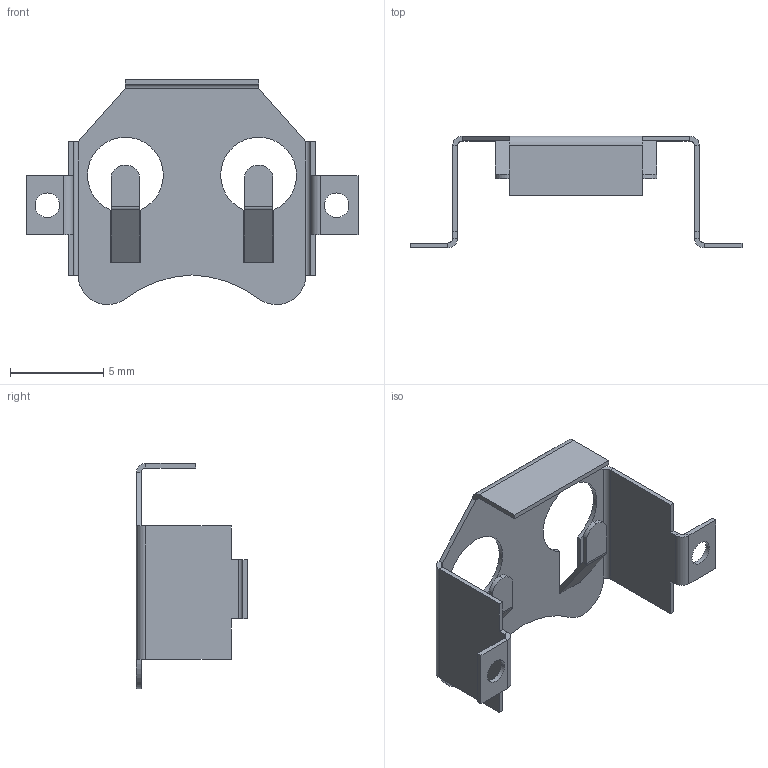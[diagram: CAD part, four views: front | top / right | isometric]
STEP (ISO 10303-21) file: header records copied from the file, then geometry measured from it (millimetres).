
FILE_DESCRIPTION (( 'STEP AP214' ), '1' );
FILE_NAME ('2996.STEP', '2011-09-02T17:55:23', ( 'Richard Maletta' ), ( '' ), 'SwSTEP 2.0', 'SolidWorks 2009', '' );
FILE_SCHEMA (( 'AUTOMOTIVE_DESIGN' ));
Length unit declared in the file: inch
Products named in the file (1): 2996
Bounding box: 17.78 x 5.97 x 12.06 mm (x, y, z)
Volume: 56 mm3; surface area: 480.1 mm2
Topology: 1 solids, 1 shells, 120 faces, 279 edges, 162 vertices
Faces by surface type: plane 90, cylinder 30
Entity records: 3363 total; most frequent: DIRECTION 581, CARTESIAN_POINT 562, ORIENTED_EDGE 558, EDGE_CURVE 279, LINE 219, VECTOR 219, AXIS2_PLACEMENT_3D 181, VERTEX_POINT 162
